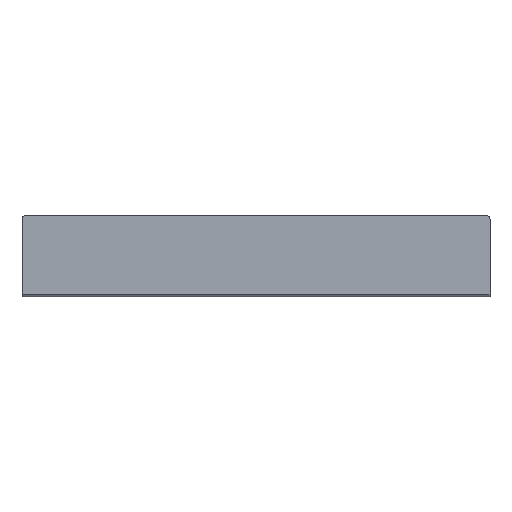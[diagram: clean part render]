
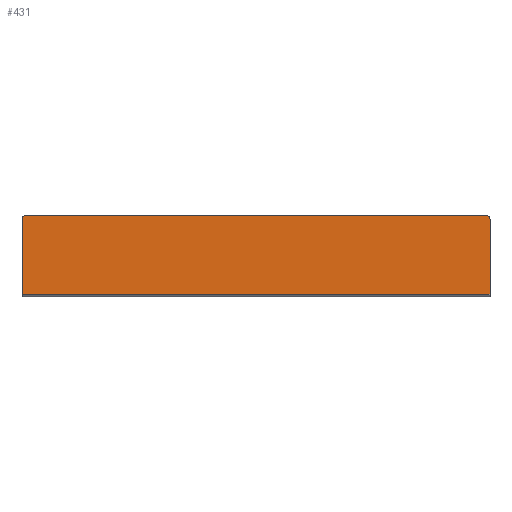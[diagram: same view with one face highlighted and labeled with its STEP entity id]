
A CAD part, top view. The second image highlights one B-rep face of the part: STEP entity #431.
In plain terms, the highlighted planar face has unit normal (0, 0, 1).
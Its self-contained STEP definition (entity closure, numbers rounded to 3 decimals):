
#9 = VECTOR ( 'NONE', #862, 1000. ) ;
#63 = VERTEX_POINT ( 'NONE', #161 ) ;
#65 = ORIENTED_EDGE ( 'NONE', *, *, #739, .T. ) ;
#98 = CARTESIAN_POINT ( 'NONE',  ( 282., 98.5, 40. ) ) ;
#100 = AXIS2_PLACEMENT_3D ( 'NONE', #244, #511, #781 ) ;
#116 = CARTESIAN_POINT ( 'NONE',  ( -287., 1.5, 40. ) ) ;
#128 = DIRECTION ( 'NONE',  ( 0., 0., 1. ) ) ;
#135 = ORIENTED_EDGE ( 'NONE', *, *, #502, .T. ) ;
#157 = CIRCLE ( 'NONE', #255, 5. ) ;
#161 = CARTESIAN_POINT ( 'NONE',  ( -287., 1.5, 40. ) ) ;
#167 = CARTESIAN_POINT ( 'NONE',  ( -282., 93.5, 40. ) ) ;
#210 = CARTESIAN_POINT ( 'NONE',  ( 282., 93.5, 40. ) ) ;
#230 = DIRECTION ( 'NONE',  ( 0., 0., 1. ) ) ;
#234 = LINE ( 'NONE', #287, #683 ) ;
#235 = PLANE ( 'NONE',  #100 ) ;
#244 = CARTESIAN_POINT ( 'NONE',  ( 0., 0., 40. ) ) ;
#255 = AXIS2_PLACEMENT_3D ( 'NONE', #167, #230, #771 ) ;
#287 = CARTESIAN_POINT ( 'NONE',  ( 287., 0., 40. ) ) ;
#311 = VERTEX_POINT ( 'NONE', #341 ) ;
#341 = CARTESIAN_POINT ( 'NONE',  ( -287., 93.5, 40. ) ) ;
#376 = VECTOR ( 'NONE', #691, 1000. ) ;
#378 = ORIENTED_EDGE ( 'NONE', *, *, #650, .T. ) ;
#386 = DIRECTION ( 'NONE',  ( -1., 0., 0. ) ) ;
#431 = ADVANCED_FACE ( 'NONE', ( #708 ), #235, .F. ) ;
#457 = CIRCLE ( 'NONE', #773, 5. ) ;
#462 = CARTESIAN_POINT ( 'NONE',  ( 287., 93.5, 40. ) ) ;
#464 = CARTESIAN_POINT ( 'NONE',  ( 0., 98.5, 40. ) ) ;
#483 = DIRECTION ( 'NONE',  ( -1., 0., 0. ) ) ;
#502 = EDGE_CURVE ( 'NONE', #863, #645, #663, .T. ) ;
#511 = DIRECTION ( 'NONE',  ( 0., 0., -1. ) ) ;
#520 = LINE ( 'NONE', #116, #9 ) ;
#533 = EDGE_CURVE ( 'NONE', #548, #63, #520, .T. ) ;
#548 = VERTEX_POINT ( 'NONE', #794 ) ;
#571 = ORIENTED_EDGE ( 'NONE', *, *, #533, .F. ) ;
#582 = VERTEX_POINT ( 'NONE', #462 ) ;
#645 = VERTEX_POINT ( 'NONE', #818 ) ;
#650 = EDGE_CURVE ( 'NONE', #311, #63, #879, .T. ) ;
#663 = LINE ( 'NONE', #464, #787 ) ;
#683 = VECTOR ( 'NONE', #706, 1000. ) ;
#691 = DIRECTION ( 'NONE',  ( 0., -1., 0. ) ) ;
#706 = DIRECTION ( 'NONE',  ( 0., 1., 0. ) ) ;
#708 = FACE_OUTER_BOUND ( 'NONE', #832, .T. ) ;
#739 = EDGE_CURVE ( 'NONE', #582, #863, #457, .T. ) ;
#751 = ORIENTED_EDGE ( 'NONE', *, *, #826, .T. ) ;
#752 = CARTESIAN_POINT ( 'NONE',  ( -287., 0., 40. ) ) ;
#763 = EDGE_CURVE ( 'NONE', #645, #311, #157, .T. ) ;
#771 = DIRECTION ( 'NONE',  ( -1., 0., 0. ) ) ;
#773 = AXIS2_PLACEMENT_3D ( 'NONE', #210, #128, #483 ) ;
#781 = DIRECTION ( 'NONE',  ( -1., 0., 0. ) ) ;
#787 = VECTOR ( 'NONE', #386, 1000. ) ;
#794 = CARTESIAN_POINT ( 'NONE',  ( 287., 1.5, 40. ) ) ;
#818 = CARTESIAN_POINT ( 'NONE',  ( -282., 98.5, 40. ) ) ;
#826 = EDGE_CURVE ( 'NONE', #548, #582, #234, .T. ) ;
#830 = ORIENTED_EDGE ( 'NONE', *, *, #763, .T. ) ;
#832 = EDGE_LOOP ( 'NONE', ( #135, #830, #378, #571, #751, #65 ) ) ;
#862 = DIRECTION ( 'NONE',  ( -1., 0., 0. ) ) ;
#863 = VERTEX_POINT ( 'NONE', #98 ) ;
#879 = LINE ( 'NONE', #752, #376 ) ;
